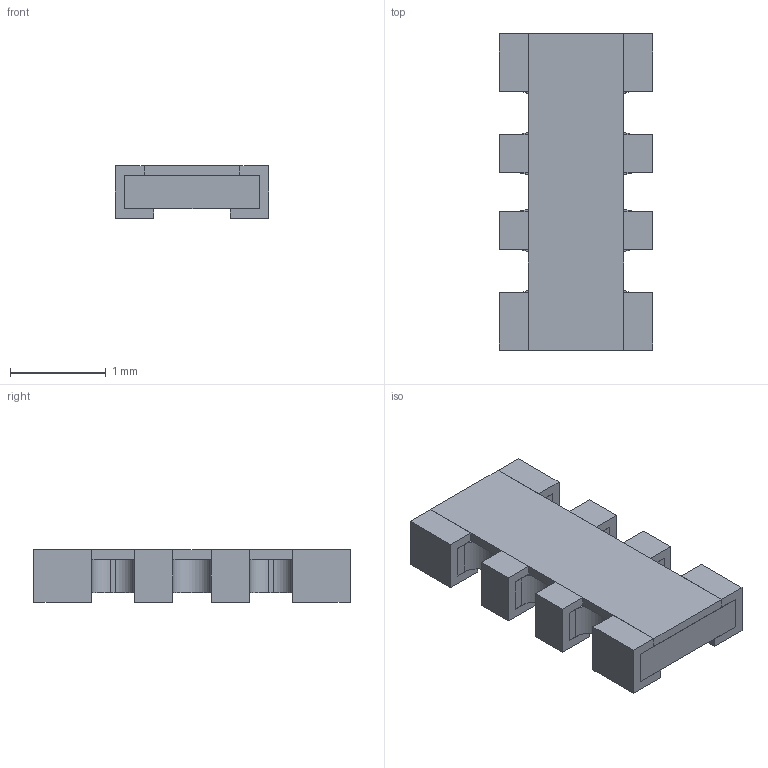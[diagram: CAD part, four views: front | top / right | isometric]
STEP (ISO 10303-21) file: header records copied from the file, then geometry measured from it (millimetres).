
FILE_DESCRIPTION((''),'2;1');
FILE_NAME('RN_VISHAY_ACAS0612.stp','2011-05-12T14:11:02',(''),(''),'Mechanical Desktop 2011','Mechanical Desktop 2011',', , ');
FILE_SCHEMA(('AUTOMOTIVE_DESIGN { 1 2 10303 214 1 1 1 1 }'));
Length unit declared in the file: millimetre
Products named in the file (1): Product
Bounding box: 1.6 x 3.3 x 0.55 mm (x, y, z)
Volume: 2.1 mm3; surface area: 30.4 mm2
Topology: 10 solids, 10 shells, 124 faces, 313 edges, 210 vertices
Faces by surface type: plane 94, bspline 25, cylinder 5
Entity records: 3786 total; most frequent: CARTESIAN_POINT 792, ORIENTED_EDGE 624, DIRECTION 533, EDGE_CURVE 312, VECTOR 293, LINE 293, VERTEX_POINT 208, EDGE_LOOP 124
